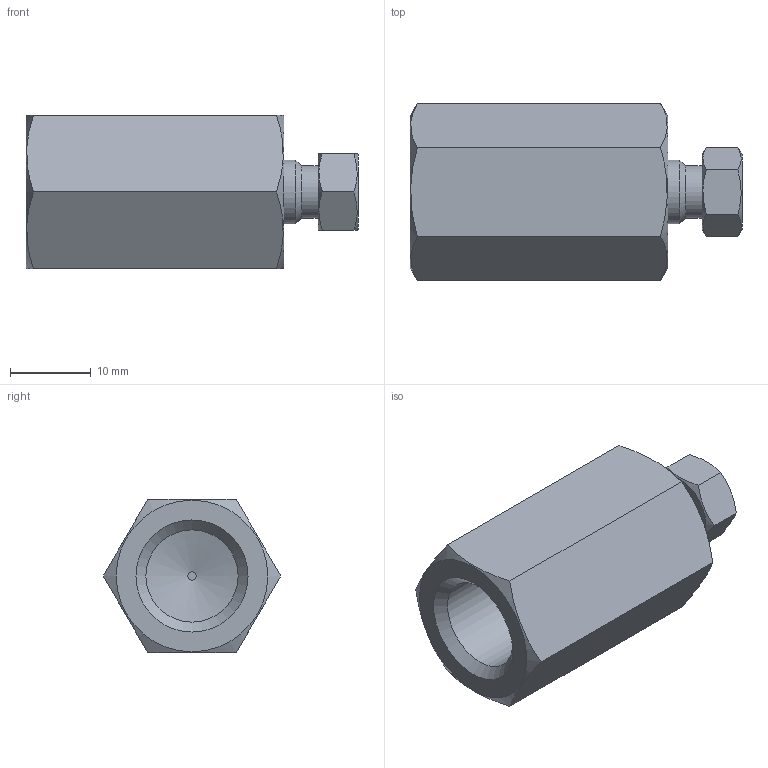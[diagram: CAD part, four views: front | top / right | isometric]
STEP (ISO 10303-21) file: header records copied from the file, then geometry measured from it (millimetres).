
FILE_DESCRIPTION(/* description */ ('Female pipe adaptor 1/4"F-NPT x 1/8" int'),/* implementation_level */ '2;1');
FILE_NAME(/* name */ '305051-FPZA42 Female pipe adapter.stp',/* time_stamp */ '2016-05-09T12:51:50+02:00',/* author */ ('Franzp'),/* organization */ (''),/* preprocessor_version */ 'ST-DEVELOPER v15.6',/* originating_system */ 'Autodesk Inventor 2015',/* authorisation */ '');
FILE_SCHEMA (('AUTOMOTIVE_DESIGN { 1 0 10303 214 3 1 1 }'));
Length unit declared in the file: centimetre
Products named in the file (1): 305051
Bounding box: 41.19 x 22 x 19.05 mm (x, y, z)
Volume: 8862.3 mm3; surface area: 3942.3 mm2
Topology: 1 solids, 2 shells, 42 faces, 88 edges, 55 vertices
Faces by surface type: plane 21, cone 12, cylinder 7, torus 2
Full cylindrical faces by diameter (mm): 1.016 x1, 3.3 x1, 6.223 x1, 6.477 x1, 6.782 x1, 7.938 x1, 11.445 x1
Entity records: 1033 total; most frequent: CARTESIAN_POINT 205, DIRECTION 152, ORIENTED_EDGE 126, EDGE_LOOP 70, AXIS2_PLACEMENT_3D 70, EDGE_CURVE 63, VERTEX_POINT 51, FACE_OUTER_BOUND 42
